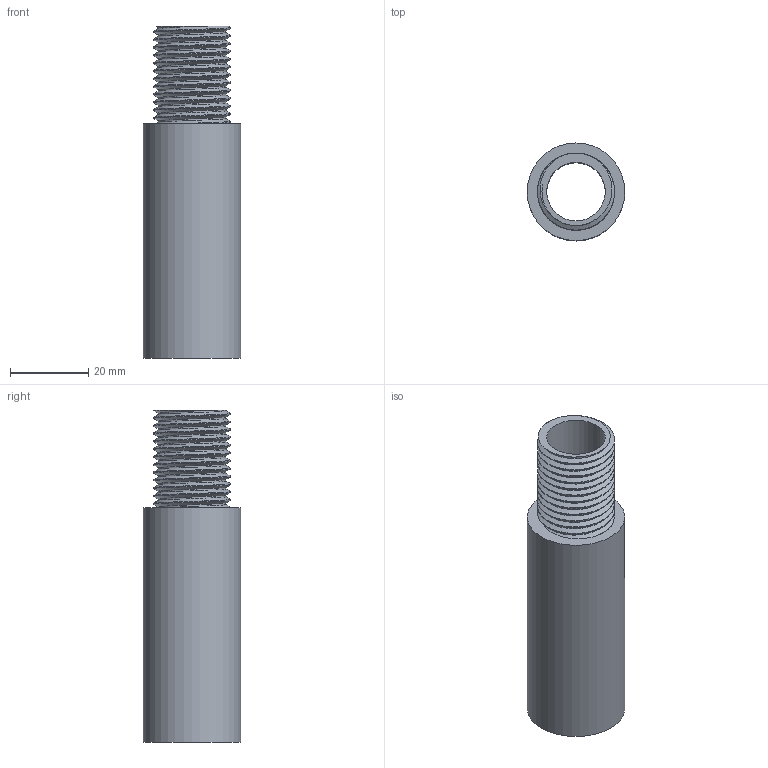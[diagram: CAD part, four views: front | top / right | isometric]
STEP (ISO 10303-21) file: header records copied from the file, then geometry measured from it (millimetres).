
FILE_DESCRIPTION(/* description */ (''),/* implementation_level */ '2;1');
FILE_NAME(/* name */ 'SpringExtension.step',/* time_stamp */ '2025-04-07T23:36:28-07:00',/* author */ (''),/* organization */ (''),/* preprocessor_version */ 'ST-DEVELOPER v20.1',/* originating_system */ 'Autodesk Translation Framework v14.4.0.0',/* authorisation */ '');
FILE_SCHEMA (('AUTOMOTIVE_DESIGN { 1 0 10303 214 3 1 1 }'));
Length unit declared in the file: millimetre
Products named in the file (1): SpringExtension
Bounding box: 25 x 25 x 85 mm (x, y, z)
Volume: 21128.7 mm3; surface area: 11759.8 mm2
Topology: 1 solids, 1 shells, 34 faces, 93 edges, 62 vertices
Faces by surface type: cylinder 29, plane 3, bspline 2
Full cylindrical faces by diameter (mm): 15 x1, 17.434 x11, 19.722 x12, 25 x1
Entity records: 4363 total; most frequent: CARTESIAN_POINT 3566, ORIENTED_EDGE 186, DIRECTION 109, EDGE_CURVE 93, VERTEX_POINT 62, B_SPLINE_CURVE_WITH_KNOTS 58, AXIS2_PLACEMENT_3D 41, EDGE_LOOP 37
